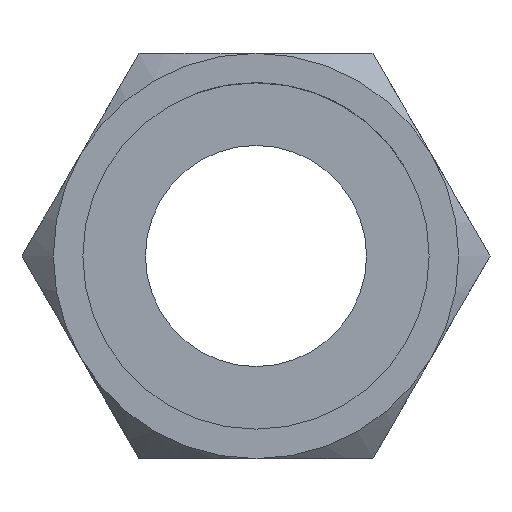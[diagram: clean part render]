
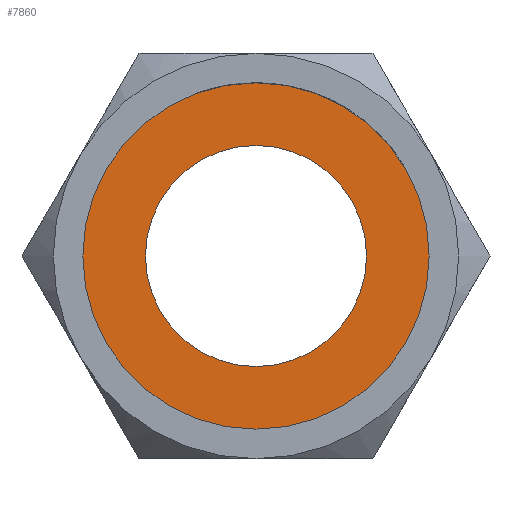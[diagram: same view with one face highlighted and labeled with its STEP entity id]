
A CAD part, left-side view. The second image highlights one B-rep face of the part: STEP entity #7860.
In plain terms, the highlighted planar face has unit normal (-1, 0, 0).
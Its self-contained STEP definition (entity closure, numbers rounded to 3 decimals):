
#357 = ORIENTED_EDGE ( 'NONE', *, *, #8202, .T. ) ;
#826 = EDGE_LOOP ( 'NONE', ( #3277, #357 ) ) ;
#881 = DIRECTION ( 'NONE',  ( 0., 0., -1. ) ) ;
#1176 = DIRECTION ( 'NONE',  ( -1., 0., 0. ) ) ;
#1322 = CARTESIAN_POINT ( 'NONE',  ( 0., 0., 4.7 ) ) ;
#1354 = AXIS2_PLACEMENT_3D ( 'NONE', #2529, #2008, #6659 ) ;
#1380 = AXIS2_PLACEMENT_3D ( 'NONE', #2515, #1176, #5683 ) ;
#1447 = EDGE_CURVE ( 'NONE', #6427, #6078, #5957, .T. ) ;
#1509 = AXIS2_PLACEMENT_3D ( 'NONE', #3561, #4900, #881 ) ;
#1701 = FACE_BOUND ( 'NONE', #826, .T. ) ;
#1739 = DIRECTION ( 'NONE',  ( 0., 0., 1. ) ) ;
#2008 = DIRECTION ( 'NONE',  ( 1., 0., 0. ) ) ;
#2230 = DIRECTION ( 'NONE',  ( -1., 0., 0. ) ) ;
#2284 = ORIENTED_EDGE ( 'NONE', *, *, #7897, .T. ) ;
#2515 = CARTESIAN_POINT ( 'NONE',  ( 0., 0., 0. ) ) ;
#2529 = CARTESIAN_POINT ( 'NONE',  ( 0., 0., 0. ) ) ;
#3004 = DIRECTION ( 'NONE',  ( 0., 0., -1. ) ) ;
#3277 = ORIENTED_EDGE ( 'NONE', *, *, #5308, .T. ) ;
#3302 = VERTEX_POINT ( 'NONE', #6536 ) ;
#3312 = CIRCLE ( 'NONE', #8011, 4.7 ) ;
#3561 = CARTESIAN_POINT ( 'NONE',  ( 0., 0., 0. ) ) ;
#3657 = CARTESIAN_POINT ( 'NONE',  ( 0., 0., 0. ) ) ;
#4411 = CIRCLE ( 'NONE', #1509, 3. ) ;
#4900 = DIRECTION ( 'NONE',  ( 1., 0., 0. ) ) ;
#5115 = VERTEX_POINT ( 'NONE', #6273 ) ;
#5308 = EDGE_CURVE ( 'NONE', #5115, #3302, #7025, .T. ) ;
#5523 = AXIS2_PLACEMENT_3D ( 'NONE', #6957, #7517, #3004 ) ;
#5683 = DIRECTION ( 'NONE',  ( 0., 0., 1. ) ) ;
#5694 = FACE_OUTER_BOUND ( 'NONE', #6316, .T. ) ;
#5957 = CIRCLE ( 'NONE', #1380, 4.7 ) ;
#6078 = VERTEX_POINT ( 'NONE', #8319 ) ;
#6273 = CARTESIAN_POINT ( 'NONE',  ( 0., 0., 3. ) ) ;
#6316 = EDGE_LOOP ( 'NONE', ( #6581, #2284 ) ) ;
#6427 = VERTEX_POINT ( 'NONE', #1322 ) ;
#6536 = CARTESIAN_POINT ( 'NONE',  ( 0., 0., -3. ) ) ;
#6581 = ORIENTED_EDGE ( 'NONE', *, *, #1447, .T. ) ;
#6659 = DIRECTION ( 'NONE',  ( 0., 0., -1. ) ) ;
#6957 = CARTESIAN_POINT ( 'NONE',  ( 0., 4.7, 0. ) ) ;
#7025 = CIRCLE ( 'NONE', #1354, 3. ) ;
#7517 = DIRECTION ( 'NONE',  ( 1., 0., 0. ) ) ;
#7557 = PLANE ( 'NONE',  #5523 ) ;
#7860 = ADVANCED_FACE ( 'NONE', ( #1701, #5694 ), #7557, .F. ) ;
#7897 = EDGE_CURVE ( 'NONE', #6078, #6427, #3312, .T. ) ;
#8011 = AXIS2_PLACEMENT_3D ( 'NONE', #3657, #2230, #1739 ) ;
#8202 = EDGE_CURVE ( 'NONE', #3302, #5115, #4411, .T. ) ;
#8319 = CARTESIAN_POINT ( 'NONE',  ( 0., 0., -4.7 ) ) ;
